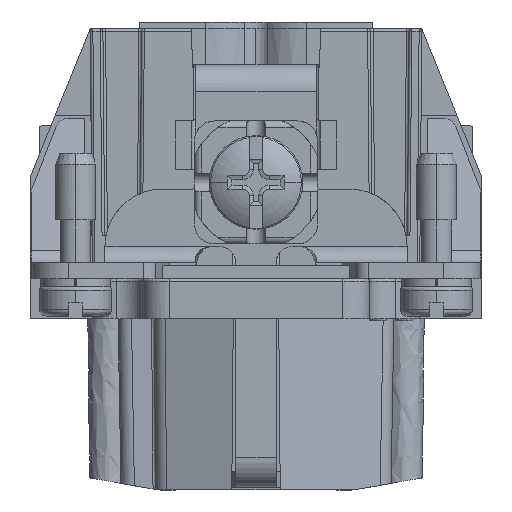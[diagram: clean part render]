
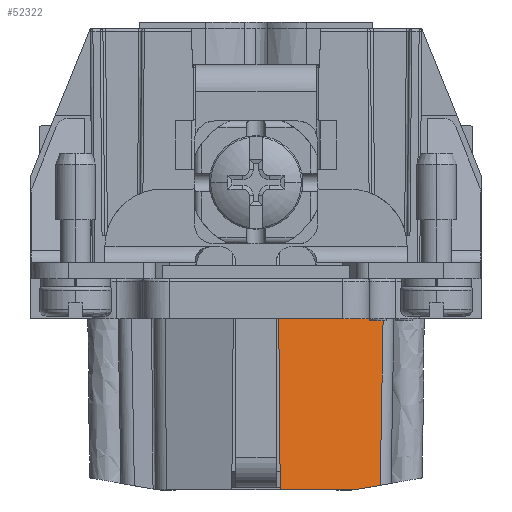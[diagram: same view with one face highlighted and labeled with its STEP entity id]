
A CAD part, left-side view. The second image highlights one B-rep face of the part: STEP entity #52322.
In plain terms, the highlighted planar face has unit normal (-0.945, -0.326, -0.009).
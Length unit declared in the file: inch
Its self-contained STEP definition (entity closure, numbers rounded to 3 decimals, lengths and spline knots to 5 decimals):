
#1458 = DIRECTION ( 'NONE',  ( -0.003, -0.017, 1. ) ) ;
#4943 = VERTEX_POINT ( 'NONE', #37743 ) ;
#5159 = CARTESIAN_POINT ( 'NONE',  ( -1.17988, -0.2874, -0.62205 ) ) ;
#7226 = CARTESIAN_POINT ( 'NONE',  ( -1.15301, -0.3657, -0.60824 ) ) ;
#7712 = CARTESIAN_POINT ( 'NONE',  ( -1.25439, -0.07133, -0.62205 ) ) ;
#17884 = VECTOR ( 'NONE', #19636, 39.37008 ) ;
#18231 = DIRECTION ( 'NONE',  ( -0.326, 0.945, 0. ) ) ;
#19636 = DIRECTION ( 'NONE',  ( 0.32, -0.933, 0.165 ) ) ;
#28279 = ORIENTED_EDGE ( 'NONE', *, *, #41477, .T. ) ;
#28781 = CARTESIAN_POINT ( 'NONE',  ( -1.15301, -0.3657, -0.60824 ) ) ;
#30837 = ORIENTED_EDGE ( 'NONE', *, *, #68141, .T. ) ;
#31544 = EDGE_LOOP ( 'NONE', ( #30837, #60891, #28279, #56586, #57125 ) ) ;
#31977 = LINE ( 'NONE', #32424, #17884 ) ;
#32039 = DIRECTION ( 'NONE',  ( 0.326, -0.945, 0. ) ) ;
#32424 = CARTESIAN_POINT ( 'NONE',  ( -1.17988, -0.2874, -0.62205 ) ) ;
#34556 = CARTESIAN_POINT ( 'NONE',  ( -1.15458, -0.37425, -0.11811 ) ) ;
#34579 = VERTEX_POINT ( 'NONE', #7712 ) ;
#37743 = CARTESIAN_POINT ( 'NONE',  ( -1.26056, -0.06693, -0.11811 ) ) ;
#39077 = DIRECTION ( 'NONE',  ( -0.945, -0.326, -0.009 ) ) ;
#39123 = DIRECTION ( 'NONE',  ( 0.326, -0.945, 0. ) ) ;
#41477 = EDGE_CURVE ( 'NONE', #84215, #75310, #31977, .T. ) ;
#44574 = VECTOR ( 'NONE', #18231, 39.37008 ) ;
#46095 = VECTOR ( 'NONE', #56066, 39.37008 ) ;
#46598 = LINE ( 'NONE', #72683, #50932 ) ;
#49010 = LINE ( 'NONE', #61393, #46095 ) ;
#49644 = LINE ( 'NONE', #57888, #44574 ) ;
#50523 = AXIS2_PLACEMENT_3D ( 'NONE', #58481, #39077, #32039 ) ;
#50932 = VECTOR ( 'NONE', #39123, 39.37008 ) ;
#52322 = ADVANCED_FACE ( 'NONE', ( #78830 ), #79270, .T. ) ;
#56066 = DIRECTION ( 'NONE',  ( 0.012, -0.009, -1. ) ) ;
#56586 = ORIENTED_EDGE ( 'NONE', *, *, #62621, .T. ) ;
#57125 = ORIENTED_EDGE ( 'NONE', *, *, #77456, .F. ) ;
#57888 = CARTESIAN_POINT ( 'NONE',  ( -1.17988, -0.2874, -0.62205 ) ) ;
#58153 = VERTEX_POINT ( 'NONE', #34556 ) ;
#58481 = CARTESIAN_POINT ( 'NONE',  ( -1.25591, -0.06693, -0.62205 ) ) ;
#60891 = ORIENTED_EDGE ( 'NONE', *, *, #63740, .F. ) ;
#61393 = CARTESIAN_POINT ( 'NONE',  ( -1.26056, -0.06693, -0.11811 ) ) ;
#62621 = EDGE_CURVE ( 'NONE', #75310, #58153, #76423, .T. ) ;
#62808 = VECTOR ( 'NONE', #1458, 39.37008 ) ;
#63740 = EDGE_CURVE ( 'NONE', #84215, #34579, #49644, .T. ) ;
#68141 = EDGE_CURVE ( 'NONE', #4943, #34579, #49010, .T. ) ;
#72683 = CARTESIAN_POINT ( 'NONE',  ( -1.26056, -0.06693, -0.11811 ) ) ;
#75310 = VERTEX_POINT ( 'NONE', #7226 ) ;
#76423 = LINE ( 'NONE', #28781, #62808 ) ;
#77456 = EDGE_CURVE ( 'NONE', #4943, #58153, #46598, .T. ) ;
#78830 = FACE_OUTER_BOUND ( 'NONE', #31544, .T. ) ;
#79270 = PLANE ( 'NONE',  #50523 ) ;
#84215 = VERTEX_POINT ( 'NONE', #5159 ) ;
